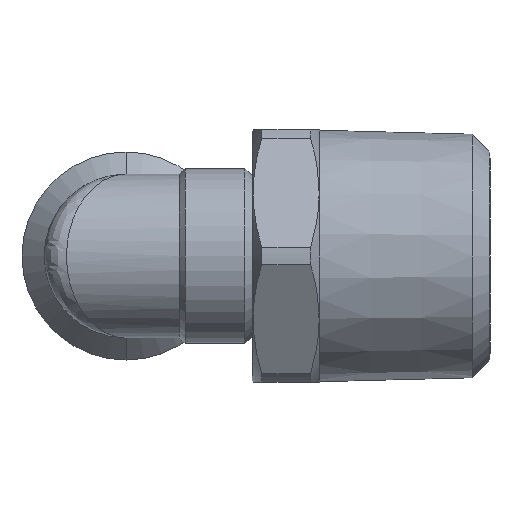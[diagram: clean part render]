
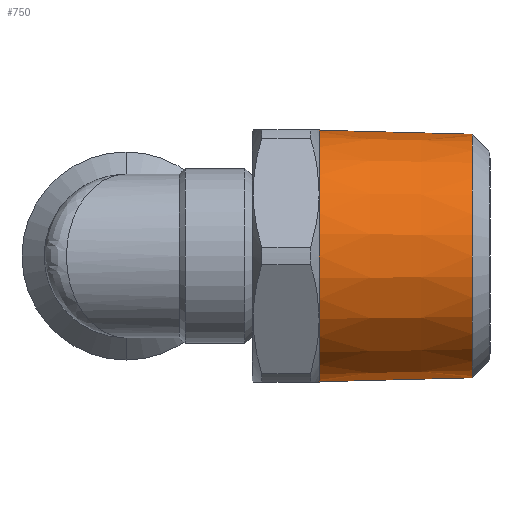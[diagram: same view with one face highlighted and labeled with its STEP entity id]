
A CAD part, left-side view. The second image highlights one B-rep face of the part: STEP entity #750.
In plain terms, the highlighted conical face has half-angle 1.47 degrees and reference radius 8.462 mm.
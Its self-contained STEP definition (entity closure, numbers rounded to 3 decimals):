
#55 = EDGE_CURVE ( 'NONE', #175, #150, #1384, .T. ) ;
#85 = EDGE_CURVE ( 'NONE', #94, #278, #1412, .T. ) ;
#94 = VERTEX_POINT ( 'NONE', #1329 ) ;
#150 = VERTEX_POINT ( 'NONE', #1608 ) ;
#175 = VERTEX_POINT ( 'NONE', #1539 ) ;
#278 = VERTEX_POINT ( 'NONE', #2122 ) ;
#662 = EDGE_CURVE ( 'NONE', #278, #150, #2948, .T. ) ;
#667 = EDGE_CURVE ( 'NONE', #94, #175, #3001, .T. ) ;
#750 = ADVANCED_FACE ( 'NONE', ( #3121 ), #3129, .T. ) ;
#751 = EDGE_LOOP ( 'NONE', ( #752, #753, #754, #755 ) ) ;
#752 = ORIENTED_EDGE ( 'NONE', *, *, #55, .F. ) ;
#753 = ORIENTED_EDGE ( 'NONE', *, *, #667, .F. ) ;
#754 = ORIENTED_EDGE ( 'NONE', *, *, #85, .T. ) ;
#755 = ORIENTED_EDGE ( 'NONE', *, *, #662, .T. ) ;
#1329 = CARTESIAN_POINT ( 'NONE',  ( 0., -23.3, 8.198 ) ) ;
#1352 = DIRECTION ( 'NONE',  ( 0., 1., -0.026 ) ) ;
#1353 = VECTOR ( 'NONE', #1352, 1000. ) ;
#1354 = CARTESIAN_POINT ( 'NONE',  ( 0., -13., -8.462 ) ) ;
#1384 = LINE ( 'NONE', #1354, #1353 ) ;
#1409 = DIRECTION ( 'NONE',  ( 0., 1., 0.026 ) ) ;
#1410 = VECTOR ( 'NONE', #1409, 1000. ) ;
#1411 = CARTESIAN_POINT ( 'NONE',  ( 0., -13., 8.462 ) ) ;
#1412 = LINE ( 'NONE', #1411, #1410 ) ;
#1539 = CARTESIAN_POINT ( 'NONE',  ( 0., -23.3, -8.198 ) ) ;
#1608 = CARTESIAN_POINT ( 'NONE',  ( 0., -13., -8.462 ) ) ;
#2122 = CARTESIAN_POINT ( 'NONE',  ( 0., -13., 8.462 ) ) ;
#2948 = CIRCLE ( 'NONE', #2965, 8.462 ) ;
#2963 = DIRECTION ( 'NONE',  ( 0., -1., 0. ) ) ;
#2964 = CARTESIAN_POINT ( 'NONE',  ( 0., -13., 0. ) ) ;
#2965 = AXIS2_PLACEMENT_3D ( 'NONE', #2964, #2963, #2976 ) ;
#2976 = DIRECTION ( 'NONE',  ( 0., 0., -1. ) ) ;
#2998 = AXIS2_PLACEMENT_3D ( 'NONE', #2999, #3000, #3002 ) ;
#2999 = CARTESIAN_POINT ( 'NONE',  ( 0., -23.3, 0. ) ) ;
#3000 = DIRECTION ( 'NONE',  ( 0., -1., 0. ) ) ;
#3001 = CIRCLE ( 'NONE', #2998, 8.198 ) ;
#3002 = DIRECTION ( 'NONE',  ( 0., 0., -1. ) ) ;
#3121 = FACE_OUTER_BOUND ( 'NONE', #751, .T. ) ;
#3123 = AXIS2_PLACEMENT_3D ( 'NONE', #3124, #3130, #3131 ) ;
#3124 = CARTESIAN_POINT ( 'NONE',  ( 0., -13., 0. ) ) ;
#3129 = CONICAL_SURFACE ( 'NONE', #3123, 8.462, 0.026 ) ;
#3130 = DIRECTION ( 'NONE',  ( 0., 1., 0. ) ) ;
#3131 = DIRECTION ( 'NONE',  ( 0., 0., 1. ) ) ;
